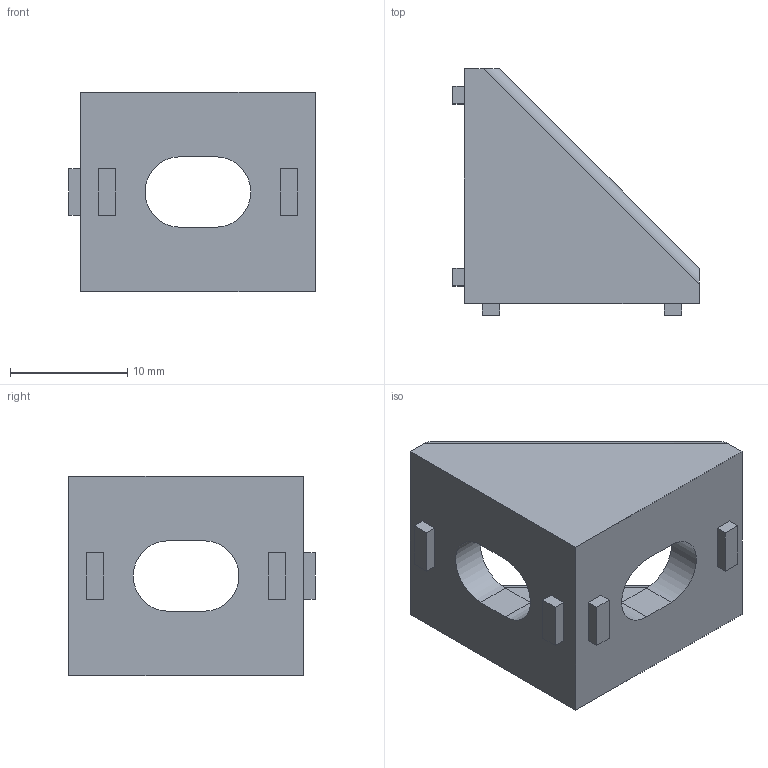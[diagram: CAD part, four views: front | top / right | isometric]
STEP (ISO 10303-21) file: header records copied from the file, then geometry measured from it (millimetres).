
FILE_DESCRIPTION(/* description */ (''),/* implementation_level */ '2;1');
FILE_NAME(/* name */ 'Cantoneira 20x20x17 v6.step',/* time_stamp */ '2021-10-23T10:39:14-03:00',/* author */ (''),/* organization */ (''),/* preprocessor_version */ 'ST-DEVELOPER v18.1',/* originating_system */ 'Autodesk Translation Framework v10.10.0.1391',/* authorisation */ '');
FILE_SCHEMA (('AUTOMOTIVE_DESIGN { 1 0 10303 214 3 1 1 }'));
Length unit declared in the file: millimetre
Products named in the file (1): Cantoneira 20x20x17
Bounding box: 21 x 21 x 17 mm (x, y, z)
Volume: 2190.7 mm3; surface area: 2086.9 mm2
Topology: 1 solids, 1 shells, 40 faces, 102 edges, 68 vertices
Faces by surface type: plane 34, cylinder 6
Entity records: 1243 total; most frequent: CARTESIAN_POINT 211, ORIENTED_EDGE 204, DIRECTION 200, EDGE_CURVE 102, LINE 86, VECTOR 86, VERTEX_POINT 68, AXIS2_PLACEMENT_3D 57
